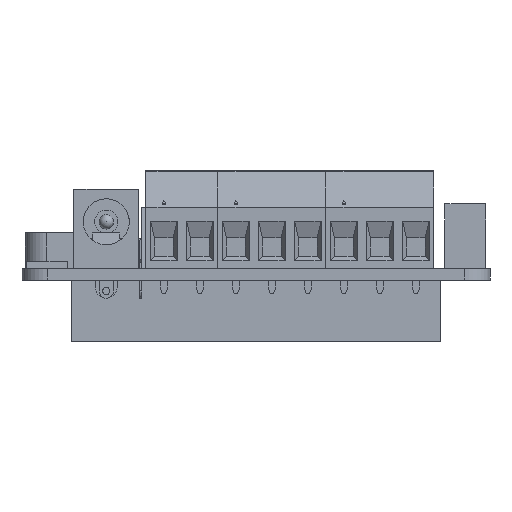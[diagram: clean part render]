
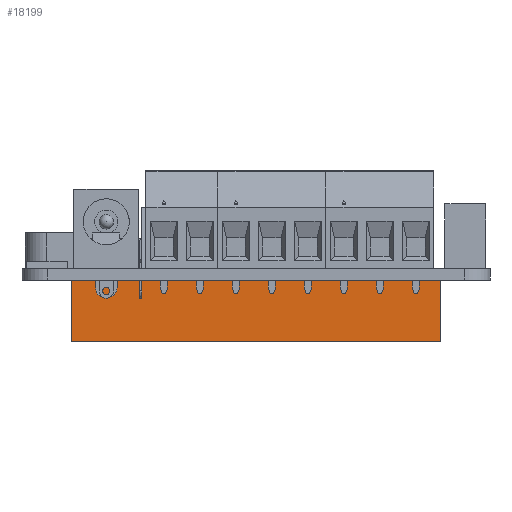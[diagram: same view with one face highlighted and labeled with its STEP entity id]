
A CAD part, front view. The second image highlights one B-rep face of the part: STEP entity #18199.
In plain terms, the highlighted face is planar.
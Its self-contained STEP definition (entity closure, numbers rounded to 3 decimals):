
#1110=PLANE('',#19893);
#2087=FACE_OUTER_BOUND('',#3321,.T.);
#3321=EDGE_LOOP('',(#15709,#15710,#15711,#15712));
#4695=LINE('',#29784,#6653);
#4711=LINE('',#29815,#6669);
#5142=LINE('',#30678,#7100);
#5144=LINE('',#30681,#7102);
#6653=VECTOR('',#23191,10.);
#6669=VECTOR('',#23221,10.);
#7100=VECTOR('',#24124,10.);
#7102=VECTOR('',#24128,10.);
#8874=VERTEX_POINT('',#29781);
#8875=VERTEX_POINT('',#29783);
#8883=VERTEX_POINT('',#29813);
#9079=VERTEX_POINT('',#30677);
#10880=EDGE_CURVE('',#8874,#8875,#4695,.T.);
#10896=EDGE_CURVE('',#8883,#8874,#4711,.T.);
#11327=EDGE_CURVE('',#9079,#8875,#5142,.T.);
#11329=EDGE_CURVE('',#8883,#9079,#5144,.T.);
#15709=ORIENTED_EDGE('',*,*,#11329,.T.);
#15710=ORIENTED_EDGE('',*,*,#11327,.T.);
#15711=ORIENTED_EDGE('',*,*,#10880,.F.);
#15712=ORIENTED_EDGE('',*,*,#10896,.F.);
#18199=ADVANCED_FACE('',(#2087),#1110,.T.);
#19893=AXIS2_PLACEMENT_3D('',#30680,#24126,#24127);
#23191=DIRECTION('',(0.,-1.,0.));
#23221=DIRECTION('',(0.,0.,1.));
#24124=DIRECTION('',(0.,0.,1.));
#24126=DIRECTION('center_axis',(-1.,0.,0.));
#24127=DIRECTION('ref_axis',(0.,-1.,0.));
#24128=DIRECTION('',(0.,-1.,0.));
#29781=CARTESIAN_POINT('',(0.,8.5,51.3));
#29783=CARTESIAN_POINT('',(0.,0.,51.3));
#29784=CARTESIAN_POINT('',(0.,8.5,51.3));
#29813=CARTESIAN_POINT('',(0.,8.5,0.));
#29815=CARTESIAN_POINT('',(0.,8.5,51.05));
#30677=CARTESIAN_POINT('',(0.,0.,0.));
#30678=CARTESIAN_POINT('',(0.,0.,0.));
#30680=CARTESIAN_POINT('Origin',(0.,8.5,0.));
#30681=CARTESIAN_POINT('',(0.,8.5,0.));
